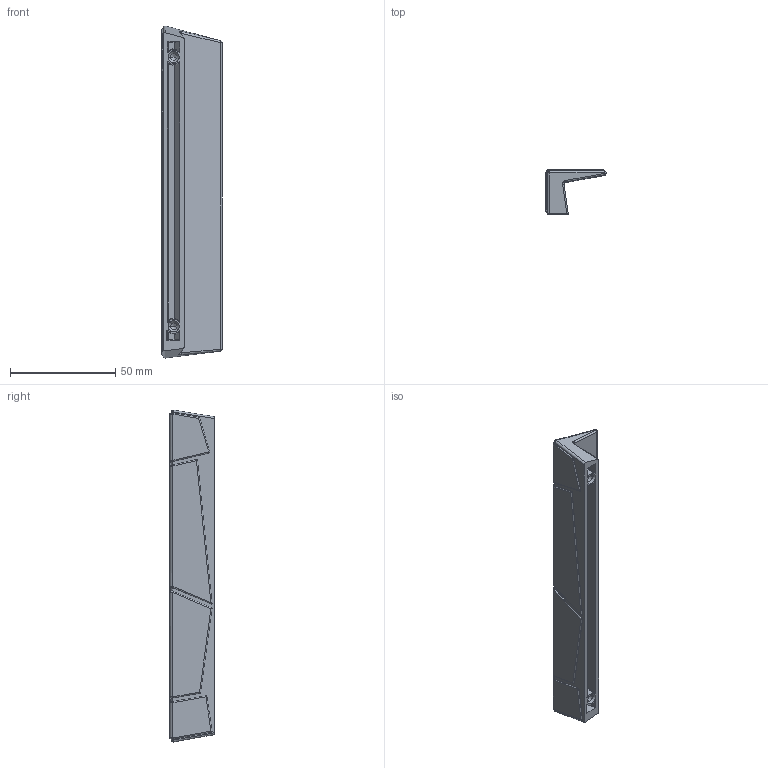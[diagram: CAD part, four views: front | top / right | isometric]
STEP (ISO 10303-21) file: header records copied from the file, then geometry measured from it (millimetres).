
FILE_DESCRIPTION(('Creo Elements/Direct Modeling STEP Export'),'2;1');
FILE_NAME('2096-157.stp','2024-09-23T11:17:29',(''),(''),'Creo Elements/Direct Modeling STEP processor for AP214 (Solid Model)','Creo Elements/Direct Modeling 20.0 12-Nov-2016 (C) Parametric Technology GmbH','');
FILE_SCHEMA(('AUTOMOTIVE_DESIGN { 1 0 10303 214 1 1 1 1 }'));
Length unit declared in the file: millimetre
Products named in the file (2): griff.1
Assembly tree (1 placements, depth 2):
  griff.1
    griff.1
Bounding box: 28.6 x 21.1 x 157.79 mm (x, y, z)
Volume: 30686.6 mm3; surface area: 20509.1 mm2
Topology: 1 solids, 1 shells, 235 faces, 572 edges, 323 vertices
Faces by surface type: bspline 99, plane 52, cylinder 44, extrusion 22, cone 12, torus 3, sphere 3
Entity records: 17419 total; most frequent: CARTESIAN_POINT 13186, ORIENTED_EDGE 1098, EDGE_CURVE 549, DIRECTION 505, VERTEX_POINT 323, EDGE_LOOP 242, FACE_OUTER_BOUND 235, ADVANCED_FACE 235
